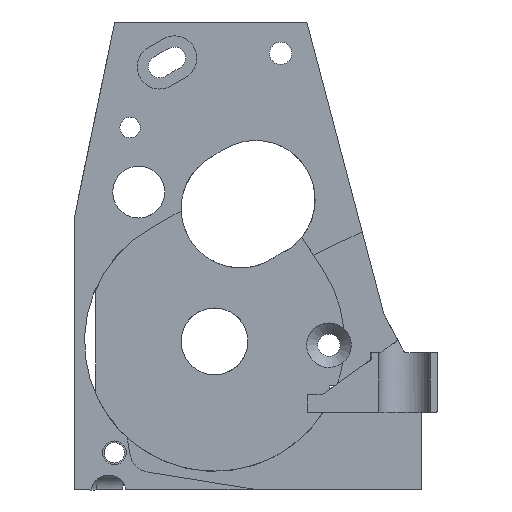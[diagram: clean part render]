
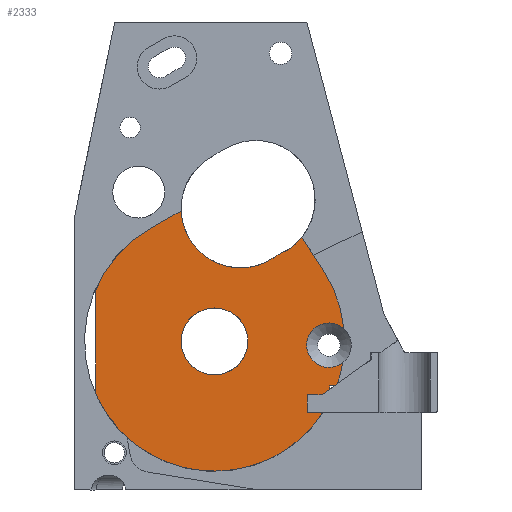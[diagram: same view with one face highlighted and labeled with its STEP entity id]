
A CAD part, front view. The second image highlights one B-rep face of the part: STEP entity #2333.
In plain terms, the highlighted planar face has unit normal (0, -1, 0).
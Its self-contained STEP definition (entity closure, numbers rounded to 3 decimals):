
#940 = VERTEX_POINT('',#941);
#941 = CARTESIAN_POINT('',(10.981,10.,14.));
#966 = VERTEX_POINT('',#967);
#967 = CARTESIAN_POINT('',(10.981,10.,11.84));
#973 = EDGE_CURVE('',#966,#940,#974,.T.);
#974 = LINE('',#975,#976);
#975 = CARTESIAN_POINT('',(10.981,10.,13.259));
#976 = VECTOR('',#977,1.);
#977 = DIRECTION('',(0.,0.,1.));
#1074 = VERTEX_POINT('',#1075);
#1075 = CARTESIAN_POINT('',(-13.13,10.,35.224));
#1081 = EDGE_CURVE('',#1074,#1082,#1084,.T.);
#1082 = VERTEX_POINT('',#1083);
#1083 = CARTESIAN_POINT('',(-20.499,10.,27.09));
#1084 = CIRCLE('',#1085,17.5);
#1085 = AXIS2_PLACEMENT_3D('',#1086,#1087,#1088);
#1086 = CARTESIAN_POINT('',(-4.5,10.,20.));
#1087 = DIRECTION('',(0.,-1.,0.));
#1088 = DIRECTION('',(1.,0.,0.));
#1091 = VERTEX_POINT('',#1092);
#1092 = CARTESIAN_POINT('',(-20.499,10.,12.91));
#1099 = EDGE_CURVE('',#1091,#966,#1100,.T.);
#1100 = CIRCLE('',#1101,17.5);
#1101 = AXIS2_PLACEMENT_3D('',#1102,#1103,#1104);
#1102 = CARTESIAN_POINT('',(-4.5,10.,20.));
#1103 = DIRECTION('',(0.,-1.,0.));
#1104 = DIRECTION('',(1.,0.,0.));
#1109 = VERTEX_POINT('',#1110);
#1110 = CARTESIAN_POINT('',(11.939,10.,14.));
#1116 = EDGE_CURVE('',#1109,#1117,#1119,.T.);
#1117 = VERTEX_POINT('',#1118);
#1118 = CARTESIAN_POINT('',(12.764,10.,17.134));
#1119 = CIRCLE('',#1120,17.5);
#1120 = AXIS2_PLACEMENT_3D('',#1121,#1122,#1123);
#1121 = CARTESIAN_POINT('',(-4.5,10.,20.));
#1122 = DIRECTION('',(0.,-1.,0.));
#1123 = DIRECTION('',(1.,0.,0.));
#1536 = EDGE_CURVE('',#1091,#1082,#1537,.T.);
#1537 = LINE('',#1538,#1539);
#1538 = CARTESIAN_POINT('',(-20.499,10.,11.259));
#1539 = VECTOR('',#1540,1.);
#1540 = DIRECTION('',(0.,0.,1.));
#1683 = VERTEX_POINT('',#1684);
#1684 = CARTESIAN_POINT('',(7.253,10.,34.015));
#1690 = EDGE_CURVE('',#1683,#1691,#1693,.T.);
#1691 = VERTEX_POINT('',#1692);
#1692 = CARTESIAN_POINT('',(4.304,10.,31.756));
#1693 = CIRCLE('',#1694,8.);
#1694 = AXIS2_PLACEMENT_3D('',#1695,#1696,#1697);
#1695 = CARTESIAN_POINT('',(1.047,10.,39.063));
#1696 = DIRECTION('',(0.,1.,0.));
#1697 = DIRECTION('',(-1.,0.,0.));
#1765 = VERTEX_POINT('',#1766);
#1766 = CARTESIAN_POINT('',(3.659,10.,31.387));
#1772 = EDGE_CURVE('',#1765,#1773,#1775,.T.);
#1773 = VERTEX_POINT('',#1774);
#1774 = CARTESIAN_POINT('',(-8.991,10.,37.57));
#1775 = CIRCLE('',#1776,8.);
#1776 = AXIS2_PLACEMENT_3D('',#1777,#1778,#1779);
#1777 = CARTESIAN_POINT('',(-0.998,10.,37.892));
#1778 = DIRECTION('',(0.,1.,0.));
#1779 = DIRECTION('',(-1.,0.,0.));
#1830 = EDGE_CURVE('',#1831,#1831,#1833,.T.);
#1831 = VERTEX_POINT('',#1832);
#1832 = CARTESIAN_POINT('',(0.,10.,20.));
#1833 = CIRCLE('',#1834,4.5);
#1834 = AXIS2_PLACEMENT_3D('',#1835,#1836,#1837);
#1835 = CARTESIAN_POINT('',(-4.5,10.,20.));
#1836 = DIRECTION('',(0.,-1.,0.));
#1837 = DIRECTION('',(1.,0.,0.));
#2049 = EDGE_CURVE('',#1074,#1773,#2050,.T.);
#2050 = LINE('',#2051,#2052);
#2051 = CARTESIAN_POINT('',(-13.13,10.,35.224));
#2052 = VECTOR('',#2053,1.);
#2053 = DIRECTION('',(0.87,0.,0.493));
#2084 = EDGE_CURVE('',#1683,#2085,#2087,.T.);
#2085 = VERTEX_POINT('',#2086);
#2086 = CARTESIAN_POINT('',(10.158,10.,29.559));
#2087 = LINE('',#2088,#2089);
#2088 = CARTESIAN_POINT('',(3.036,10.,40.48));
#2089 = VECTOR('',#2090,1.);
#2090 = DIRECTION('',(0.546,0.,-0.838));
#2319 = EDGE_CURVE('',#940,#1109,#2320,.T.);
#2320 = LINE('',#2321,#2322);
#2321 = CARTESIAN_POINT('',(5.208,10.,14.));
#2322 = VECTOR('',#2323,1.);
#2323 = DIRECTION('',(1.,0.,0.));
#2333 = ADVANCED_FACE('',(#2334,#2369),#2372,.F.);
#2334 = FACE_BOUND('',#2335,.F.);
#2335 = EDGE_LOOP('',(#2336,#2337,#2338,#2339,#2346,#2347,#2348,#2357,
    #2364,#2365,#2366,#2367,#2368));
#2336 = ORIENTED_EDGE('',*,*,#1081,.F.);
#2337 = ORIENTED_EDGE('',*,*,#2049,.T.);
#2338 = ORIENTED_EDGE('',*,*,#1772,.F.);
#2339 = ORIENTED_EDGE('',*,*,#2340,.T.);
#2340 = EDGE_CURVE('',#1765,#1691,#2341,.T.);
#2341 = CIRCLE('',#2342,13.931);
#2342 = AXIS2_PLACEMENT_3D('',#2343,#2344,#2345);
#2343 = CARTESIAN_POINT('',(10.906,10.,19.489));
#2344 = DIRECTION('',(0.,1.,0.));
#2345 = DIRECTION('',(-1.,0.,0.));
#2346 = ORIENTED_EDGE('',*,*,#1690,.F.);
#2347 = ORIENTED_EDGE('',*,*,#2084,.T.);
#2348 = ORIENTED_EDGE('',*,*,#2349,.F.);
#2349 = EDGE_CURVE('',#2350,#2085,#2352,.T.);
#2350 = VERTEX_POINT('',#2351);
#2351 = CARTESIAN_POINT('',(12.916,10.,21.716));
#2352 = CIRCLE('',#2353,17.5);
#2353 = AXIS2_PLACEMENT_3D('',#2354,#2355,#2356);
#2354 = CARTESIAN_POINT('',(-4.5,10.,20.));
#2355 = DIRECTION('',(0.,-1.,0.));
#2356 = DIRECTION('',(1.,0.,0.));
#2357 = ORIENTED_EDGE('',*,*,#2358,.T.);
#2358 = EDGE_CURVE('',#2350,#1117,#2359,.T.);
#2359 = CIRCLE('',#2360,3.);
#2360 = AXIS2_PLACEMENT_3D('',#2361,#2362,#2363);
#2361 = CARTESIAN_POINT('',(10.906,10.,19.489));
#2362 = DIRECTION('',(0.,-1.,0.));
#2363 = DIRECTION('',(1.,0.,0.));
#2364 = ORIENTED_EDGE('',*,*,#1116,.F.);
#2365 = ORIENTED_EDGE('',*,*,#2319,.F.);
#2366 = ORIENTED_EDGE('',*,*,#973,.F.);
#2367 = ORIENTED_EDGE('',*,*,#1099,.F.);
#2368 = ORIENTED_EDGE('',*,*,#1536,.T.);
#2369 = FACE_BOUND('',#2370,.F.);
#2370 = EDGE_LOOP('',(#2371));
#2371 = ORIENTED_EDGE('',*,*,#1830,.T.);
#2372 = PLANE('',#2373);
#2373 = AXIS2_PLACEMENT_3D('',#2374,#2375,#2376);
#2374 = CARTESIAN_POINT('',(-3.888,10.,22.517));
#2375 = DIRECTION('',(0.,1.,0.));
#2376 = DIRECTION('',(0.,0.,1.));
